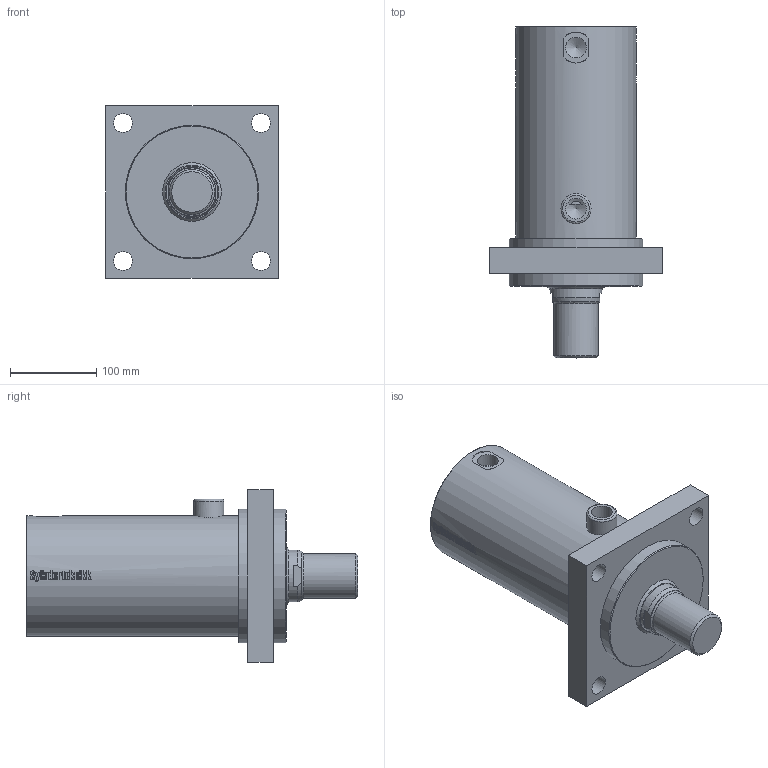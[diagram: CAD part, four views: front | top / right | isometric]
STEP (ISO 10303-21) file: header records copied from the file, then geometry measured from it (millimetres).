
FILE_DESCRIPTION((''),'2;1');
FILE_NAME('DVGF125_60.stp','2010-04-15T10:07:17',('tribel'),(''),'Autodesk Inventor 2009','Autodesk Inventor 2009','');
FILE_SCHEMA(('AUTOMOTIVE_DESIGN { 1 0 10303 214 1 1 1 1 }'));
Length unit declared in the file: millimetre
Products named in the file (4): DVGF125_60; DVGF125_60_body; DVGF125_60_stang; DVGF125_60_Parameters
Assembly tree (3 placements, depth 2):
  DVGF125_60
    DVGF125_60_body
    DVGF125_60_stang
    DVGF125_60_Parameters
Bounding box: 200 x 385 x 200 mm (x, y, z)
Volume: 4668868.5 mm3; surface area: 426938.6 mm2
Topology: 2 solids, 3 shells, 472 faces, 1268 edges, 846 vertices
Faces by surface type: plane 260, bspline 151, cylinder 51, cone 6, torus 3, sphere 1
Full cylindrical faces by diameter (mm): 35 x1, 52 x1, 60 x2, 125 x2, 140 x1, 155 x2
Entity records: 44398 total; most frequent: CARTESIAN_POINT 33879, ORIENTED_EDGE 2440, DIRECTION 1558, EDGE_CURVE 1222, VERTEX_POINT 829, EDGE_LOOP 556, AXIS2_PLACEMENT_3D 524, VECTOR 510
